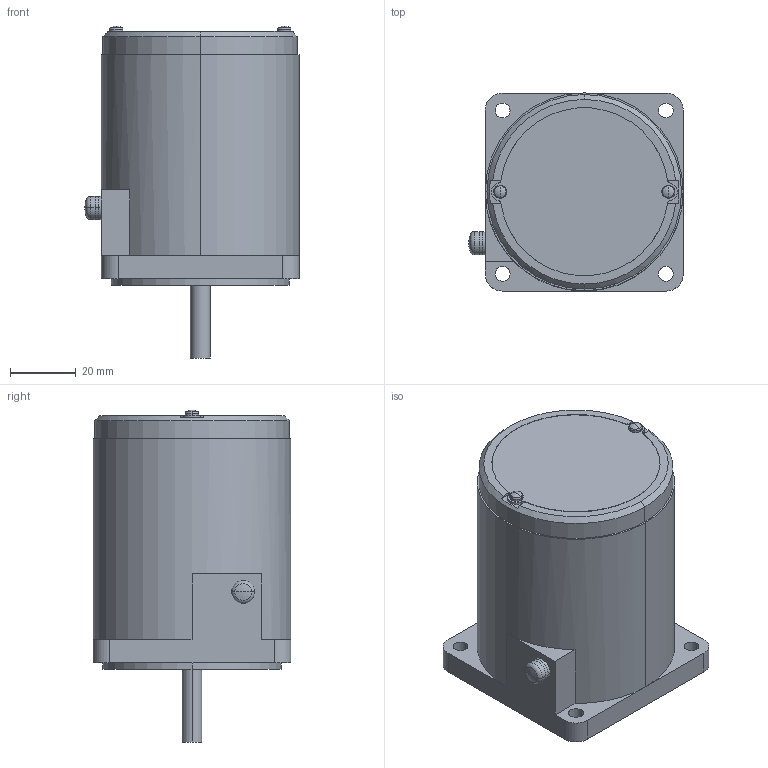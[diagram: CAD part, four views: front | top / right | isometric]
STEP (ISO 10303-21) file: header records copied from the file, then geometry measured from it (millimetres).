
FILE_DESCRIPTION (( 'STEP AP203' ), '1' );
FILE_NAME ('A1499.STEP', '2015-10-14T06:31:45', ( 'om' ), ( 'Hewlett-Packard Company' ), 'SwSTEP 2.0', 'SolidWorks 2014', '' );
FILE_SCHEMA (( 'CONFIG_CONTROL_DESIGN' ));
Length unit declared in the file: millimetre
Products named in the file (1): A1499
Bounding box: 65 x 60 x 100.7 mm (x, y, z)
Volume: 217772.9 mm3; surface area: 23694.9 mm2
Topology: 1 solids, 4 shells, 121 faces, 299 edges, 194 vertices
Faces by surface type: cylinder 76, plane 31, sphere 6, torus 6, cone 2
Entity records: 3759 total; most frequent: DIRECTION 722, CARTESIAN_POINT 627, ORIENTED_EDGE 598, AXIS2_PLACEMENT_3D 305, EDGE_CURVE 299, VERTEX_POINT 194, CIRCLE 183, EDGE_LOOP 137
